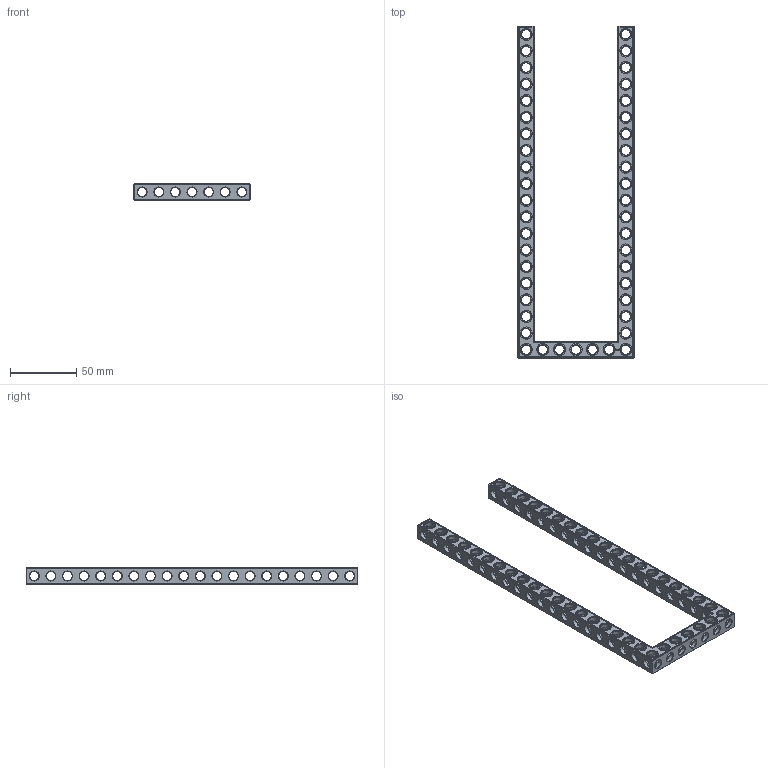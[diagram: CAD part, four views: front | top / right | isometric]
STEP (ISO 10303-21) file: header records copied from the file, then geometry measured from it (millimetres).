
FILE_DESCRIPTION(('FreeCAD Model'),'2;1');
FILE_NAME('Open CASCADE Shape Model','2022-02-23T21:15:35',( 'Paulo Kiefe'),('STEMFIE.org'),'Open CASCADE STEP processor 7.5', 'FreeCAD','Unknown');
FILE_SCHEMA(('AUTOMOTIVE_DESIGN { 1 0 10303 214 1 1 1 1 }'));
Products named in the file (1): Beam AGD ESS USH SYM BU07x20x01 - SPN-BEM-0395 (stemfie.org)
Bounding box: 87.5 x 250 x 12.5 mm (x, y, z)
Volume: 43982.8 mm3; surface area: 39224.2 mm2
Topology: 1 solids, 1 shells, 1065 faces, 3263 edges, 2098 vertices
Faces by surface type: plane 418, cylinder 271, extrusion 194, cone 182
Full cylindrical faces by diameter (mm): 6.98 x42, 7 x184, 9.2 x45
Entity records: 277459 total; most frequent: CARTESIAN_POINT 217262, DIRECTION 9511, ORIENTED_EDGE 6526, PCURVE 6526, DEFINITIONAL_REPRESENTATION 6526, VECTOR 5912, LINE 5718, EDGE_CURVE 3263
